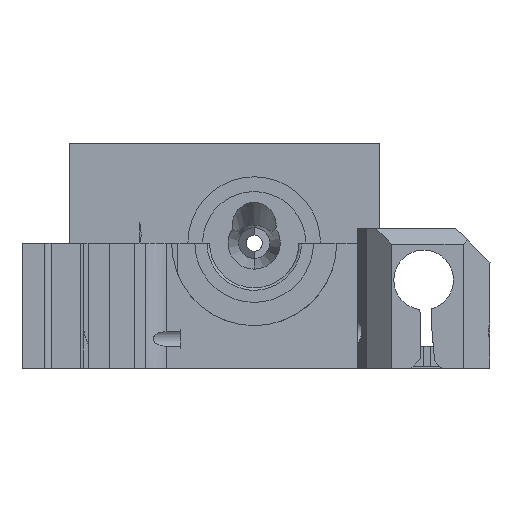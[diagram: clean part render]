
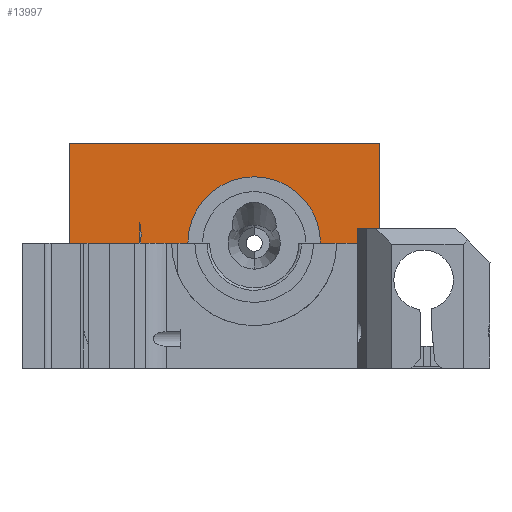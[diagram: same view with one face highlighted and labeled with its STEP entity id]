
A CAD part, front view. The second image highlights one B-rep face of the part: STEP entity #13997.
In plain terms, the highlighted planar face has unit normal (0, -1, 0).
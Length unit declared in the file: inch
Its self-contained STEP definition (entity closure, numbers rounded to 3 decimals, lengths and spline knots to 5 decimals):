
#155 = DIRECTION ( 'NONE',  ( -1., 0., 0. ) ) ;
#180 = DIRECTION ( 'NONE',  ( 0., 0., -1. ) ) ;
#674 = CARTESIAN_POINT ( 'NONE',  ( -9.0878, 5.05906, 0.74135 ) ) ;
#1081 = VECTOR ( 'NONE', #8619, 39.37008 ) ;
#1717 = VECTOR ( 'NONE', #3298, 39.37008 ) ;
#1806 = VECTOR ( 'NONE', #180, 39.37008 ) ;
#2218 = EDGE_CURVE ( 'NONE', #13065, #15599, #16425, .T. ) ;
#2540 = CARTESIAN_POINT ( 'NONE',  ( -7.77535, 5.05906, 0.66929 ) ) ;
#2548 = EDGE_CURVE ( 'NONE', #7722, #16637, #15639, .T. ) ;
#2919 = VERTEX_POINT ( 'NONE', #15434 ) ;
#3141 = CARTESIAN_POINT ( 'NONE',  ( -9.09424, 5.05906, 0.77705 ) ) ;
#3298 = DIRECTION ( 'NONE',  ( 0., 0., 1. ) ) ;
#4329 = LINE ( 'NONE', #2540, #16251 ) ;
#4487 = EDGE_CURVE ( 'NONE', #10903, #15599, #7787, .T. ) ;
#4522 = DIRECTION ( 'NONE',  ( 0., 0., -1. ) ) ;
#4957 = ORIENTED_EDGE ( 'NONE', *, *, #7516, .F. ) ;
#5567 = DIRECTION ( 'NONE',  ( 0., 0., -1. ) ) ;
#5603 = CARTESIAN_POINT ( 'NONE',  ( -9.09424, 5.05906, 0.77705 ) ) ;
#5994 = CARTESIAN_POINT ( 'NONE',  ( -8.48401, 5.05906, 1.02362 ) ) ;
#6348 = LINE ( 'NONE', #19094, #7093 ) ;
#6621 = AXIS2_PLACEMENT_3D ( 'NONE', #14093, #14027, #4522 ) ;
#6736 = PLANE ( 'NONE',  #13001 ) ;
#6937 = CARTESIAN_POINT ( 'NONE',  ( -9.08938, 5.05906, 0.66929 ) ) ;
#6944 = CARTESIAN_POINT ( 'NONE',  ( -7.81472, 5.05906, 0.19439 ) ) ;
#7093 = VECTOR ( 'NONE', #155, 39.37008 ) ;
#7247 = DIRECTION ( 'NONE',  ( 0., -1., 0. ) ) ;
#7407 = VERTEX_POINT ( 'NONE', #14951 ) ;
#7414 = ORIENTED_EDGE ( 'NONE', *, *, #2218, .F. ) ;
#7516 = EDGE_CURVE ( 'NONE', #18177, #2919, #16989, .T. ) ;
#7694 = AXIS2_PLACEMENT_3D ( 'NONE', #12025, #7247, #5567 ) ;
#7722 = VERTEX_POINT ( 'NONE', #13490 ) ;
#7787 = LINE ( 'NONE', #13596, #1081 ) ;
#8214 = CARTESIAN_POINT ( 'NONE',  ( -9.09424, 5.05906, 1.92913 ) ) ;
#8612 = ORIENTED_EDGE ( 'NONE', *, *, #17781, .F. ) ;
#8619 = DIRECTION ( 'NONE',  ( -1., 0., 0. ) ) ;
#9592 = ORIENTED_EDGE ( 'NONE', *, *, #12343, .F. ) ;
#9970 = EDGE_LOOP ( 'NONE', ( #17877, #14279, #4957, #8612, #13985, #15769, #16593, #7414, #12828, #9592 ) ) ;
#10170 = CARTESIAN_POINT ( 'NONE',  ( -9.08938, 5.05906, 0.66929 ) ) ;
#10350 = CIRCLE ( 'NONE', #6621, 0.35433 ) ;
#10716 = EDGE_CURVE ( 'NONE', #2919, #12534, #6348, .T. ) ;
#10903 = VERTEX_POINT ( 'NONE', #12491 ) ;
#10993 = FACE_OUTER_BOUND ( 'NONE', #9970, .T. ) ;
#11101 = EDGE_CURVE ( 'NONE', #7722, #10903, #18587, .T. ) ;
#11611 = VECTOR ( 'NONE', #14514, 39.37008 ) ;
#11705 = EDGE_CURVE ( 'NONE', #7407, #13065, #4329, .T. ) ;
#11765 = CARTESIAN_POINT ( 'NONE',  ( -7.77535, 5.05906, 0.66929 ) ) ;
#12025 = CARTESIAN_POINT ( 'NONE',  ( -8.48401, 5.05906, 0.66929 ) ) ;
#12056 = DIRECTION ( 'NONE',  ( 0., 0., 1. ) ) ;
#12064 = CARTESIAN_POINT ( 'NONE',  ( -9.08626, 5.05906, 0.70542 ) ) ;
#12184 = DIRECTION ( 'NONE',  ( -1., 0., 0. ) ) ;
#12343 = EDGE_CURVE ( 'NONE', #18155, #7407, #18270, .T. ) ;
#12491 = CARTESIAN_POINT ( 'NONE',  ( -7.81472, 5.05906, 1.20079 ) ) ;
#12534 = VERTEX_POINT ( 'NONE', #6937 ) ;
#12828 = ORIENTED_EDGE ( 'NONE', *, *, #11705, .F. ) ;
#12867 = CARTESIAN_POINT ( 'NONE',  ( -9.46826, 5.05906, 1.20079 ) ) ;
#13001 = AXIS2_PLACEMENT_3D ( 'NONE', #18405, #20064, #12056 ) ;
#13065 = VERTEX_POINT ( 'NONE', #13517 ) ;
#13165 = DIRECTION ( 'NONE',  ( -1., 0., 0. ) ) ;
#13194 = B_SPLINE_CURVE_WITH_KNOTS ( 'NONE', 3,
 ( #10170, #12064, #674, #5603 ),
 .UNSPECIFIED., .F., .F.,
 ( 4, 4 ),
 ( 0., 0.00274 ),
 .UNSPECIFIED. ) ;
#13490 = CARTESIAN_POINT ( 'NONE',  ( -7.81472, 5.05906, 0.66929 ) ) ;
#13517 = CARTESIAN_POINT ( 'NONE',  ( -9.46826, 5.05906, 0.66929 ) ) ;
#13596 = CARTESIAN_POINT ( 'NONE',  ( -7.81472, 5.05906, 1.20079 ) ) ;
#13985 = ORIENTED_EDGE ( 'NONE', *, *, #2548, .F. ) ;
#13997 = ADVANCED_FACE ( 'NONE', ( #10993 ), #6736, .F. ) ;
#14027 = DIRECTION ( 'NONE',  ( 0., -1., 0. ) ) ;
#14093 = CARTESIAN_POINT ( 'NONE',  ( -8.48401, 5.05906, 0.66929 ) ) ;
#14279 = ORIENTED_EDGE ( 'NONE', *, *, #10716, .F. ) ;
#14342 = CARTESIAN_POINT ( 'NONE',  ( -8.12968, 5.05906, 0.66929 ) ) ;
#14514 = DIRECTION ( 'NONE',  ( 0., 0., 1. ) ) ;
#14911 = VECTOR ( 'NONE', #13165, 39.37008 ) ;
#14951 = CARTESIAN_POINT ( 'NONE',  ( -9.09424, 5.05906, 0.66929 ) ) ;
#15434 = CARTESIAN_POINT ( 'NONE',  ( -8.83834, 5.05906, 0.66929 ) ) ;
#15599 = VERTEX_POINT ( 'NONE', #17879 ) ;
#15639 = LINE ( 'NONE', #11765, #14911 ) ;
#15769 = ORIENTED_EDGE ( 'NONE', *, *, #11101, .T. ) ;
#16251 = VECTOR ( 'NONE', #12184, 39.37008 ) ;
#16255 = EDGE_CURVE ( 'NONE', #12534, #18155, #13194, .T. ) ;
#16425 = LINE ( 'NONE', #12867, #1717 ) ;
#16593 = ORIENTED_EDGE ( 'NONE', *, *, #4487, .T. ) ;
#16637 = VERTEX_POINT ( 'NONE', #14342 ) ;
#16989 = CIRCLE ( 'NONE', #7694, 0.35433 ) ;
#17781 = EDGE_CURVE ( 'NONE', #16637, #18177, #10350, .T. ) ;
#17877 = ORIENTED_EDGE ( 'NONE', *, *, #16255, .F. ) ;
#17879 = CARTESIAN_POINT ( 'NONE',  ( -9.46826, 5.05906, 1.20079 ) ) ;
#18155 = VERTEX_POINT ( 'NONE', #3141 ) ;
#18177 = VERTEX_POINT ( 'NONE', #5994 ) ;
#18270 = LINE ( 'NONE', #8214, #1806 ) ;
#18405 = CARTESIAN_POINT ( 'NONE',  ( -7.77535, 5.05906, 1.92913 ) ) ;
#18587 = LINE ( 'NONE', #6944, #11611 ) ;
#19094 = CARTESIAN_POINT ( 'NONE',  ( -7.77535, 5.05906, 0.66929 ) ) ;
#20064 = DIRECTION ( 'NONE',  ( 0., 1., 0. ) ) ;
